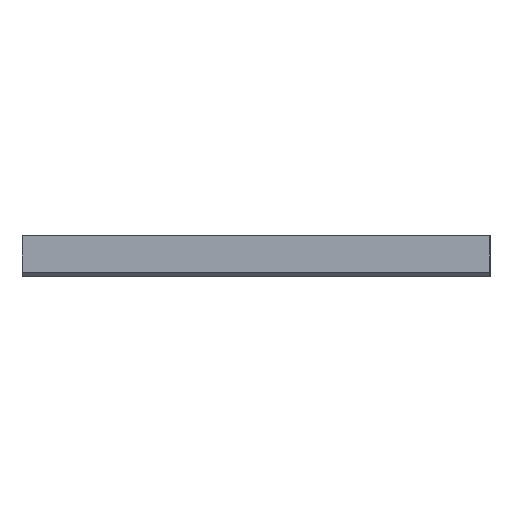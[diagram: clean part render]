
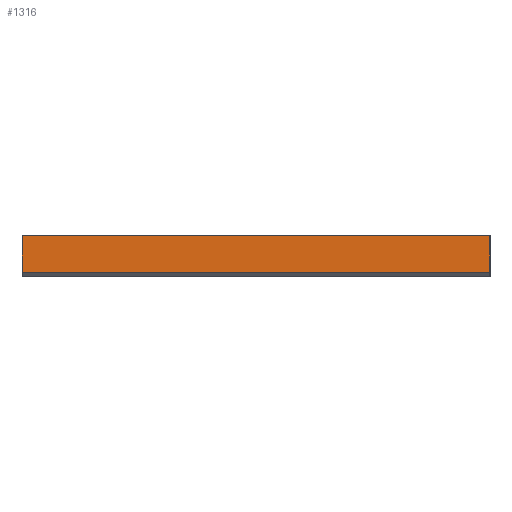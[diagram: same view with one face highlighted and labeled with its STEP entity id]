
A CAD part, left-side view. The second image highlights one B-rep face of the part: STEP entity #1316.
In plain terms, the highlighted planar face has unit normal (-1, 0, 0).
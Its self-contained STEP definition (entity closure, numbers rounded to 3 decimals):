
#254=FACE_OUTER_BOUND('',#385,.T.);
#385=EDGE_LOOP('',(#1183,#1184,#1185,#1186));
#436=LINE('',#1975,#532);
#479=LINE('',#2224,#575);
#484=LINE('',#2233,#580);
#486=LINE('',#2237,#582);
#532=VECTOR('',#1562,10.);
#575=VECTOR('',#1861,10.);
#580=VECTOR('',#1870,10.);
#582=VECTOR('',#1876,10.);
#612=VERTEX_POINT('',#1969);
#614=VERTEX_POINT('',#1973);
#692=VERTEX_POINT('',#2222);
#694=VERTEX_POINT('',#2231);
#740=EDGE_CURVE('',#612,#614,#436,.T.);
#855=EDGE_CURVE('',#614,#692,#479,.T.);
#860=EDGE_CURVE('',#694,#692,#484,.T.);
#862=EDGE_CURVE('',#612,#694,#486,.T.);
#1183=ORIENTED_EDGE('',*,*,#860,.F.);
#1184=ORIENTED_EDGE('',*,*,#862,.F.);
#1185=ORIENTED_EDGE('',*,*,#740,.T.);
#1186=ORIENTED_EDGE('',*,*,#855,.T.);
#1238=PLANE('',#1480);
#1316=ADVANCED_FACE('',(#254),#1238,.T.);
#1480=AXIS2_PLACEMENT_3D('',#2236,#1874,#1875);
#1562=DIRECTION('',(0.,1.,0.));
#1861=DIRECTION('',(0.,0.,-1.));
#1870=DIRECTION('',(0.,1.,0.));
#1874=DIRECTION('center_axis',(-1.,0.,0.));
#1875=DIRECTION('ref_axis',(0.,1.,0.));
#1876=DIRECTION('',(0.,0.,-1.));
#1969=CARTESIAN_POINT('',(-135.,-115.,-172.35));
#1973=CARTESIAN_POINT('',(-135.,115.,-172.35));
#1975=CARTESIAN_POINT('',(-135.,-115.,-172.35));
#2222=CARTESIAN_POINT('',(-135.,115.,-190.35));
#2224=CARTESIAN_POINT('',(-135.,115.,-172.35));
#2231=CARTESIAN_POINT('',(-135.,-115.,-190.35));
#2233=CARTESIAN_POINT('',(-135.,-57.5,-190.35));
#2236=CARTESIAN_POINT('Origin',(-135.,-115.,-172.35));
#2237=CARTESIAN_POINT('',(-135.,-115.,-172.35));
